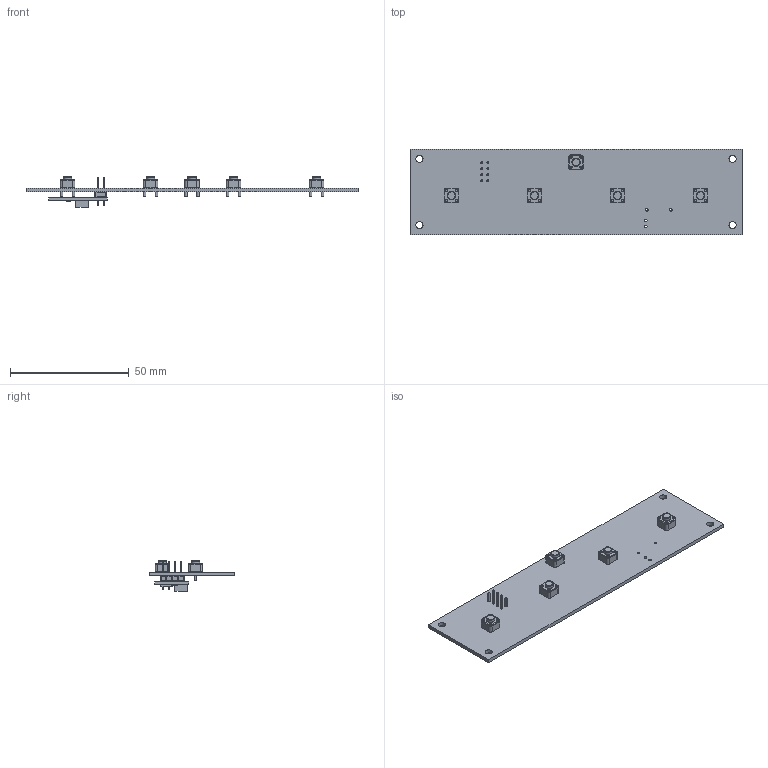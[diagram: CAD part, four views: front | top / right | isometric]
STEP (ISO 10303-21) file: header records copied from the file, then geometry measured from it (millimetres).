
FILE_DESCRIPTION(('KiCad electronic assembly'),'2;1');
FILE_NAME('FeedBackPCB.step','2022-09-21T10:24:51',('Pcbnew'),('Kicad'), 'Open CASCADE STEP processor 7.6','KiCad to STEP converter','Unknown' );
FILE_SCHEMA(('AUTOMOTIVE_DESIGN { 1 0 10303 214 1 1 1 1 }'));
Length unit declared in the file: millimetre
Products named in the file (6): FeedBackPCB 1; boton; SOLID; ESP8266-01_ESP-01; COMPOUND; FeedBackButtons PCB
Assembly tree (9 placements, depth 3):
  FeedBackPCB 1
    boton  x5
      SOLID
    ESP8266-01_ESP-01
      COMPOUND
    FeedBackButtons PCB
Bounding box: 140 x 36 x 13 mm (x, y, z)
Volume: 9346.4 mm3; surface area: 14654.6 mm2
Topology: 31 solids, 31 shells, 671 faces, 1535 edges, 961 vertices
Faces by surface type: bspline 639, cylinder 26, plane 6
Full cylindrical faces by diameter (mm): 0.8 x8, 1 x12, 1.1 x2, 3 x4
Entity records: 29587 total; most frequent: CARTESIAN_POINT 13032, B_SPLINE_CURVE_WITH_KNOTS 2713, ORIENTED_EDGE 2374, PCURVE 2374, DEFINITIONAL_REPRESENTATION 2374, EDGE_CURVE 1187, SURFACE_CURVE 1149, VERTEX_POINT 757
